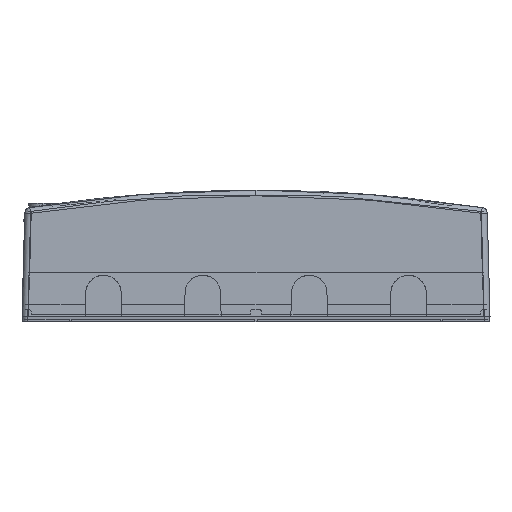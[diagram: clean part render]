
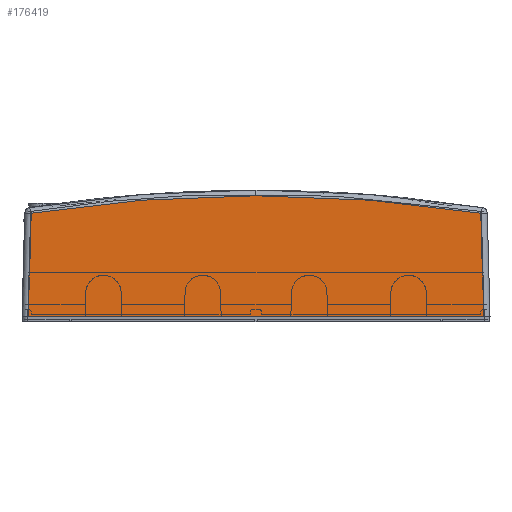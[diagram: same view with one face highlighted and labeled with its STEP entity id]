
A CAD part, front view. The second image highlights one B-rep face of the part: STEP entity #176419.
In plain terms, the highlighted face is planar.
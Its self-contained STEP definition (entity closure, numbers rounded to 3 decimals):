
#163797=DIRECTION('',(1.,0.,0.));
#163798=VECTOR('',#163797,385.803);
#163799=CARTESIAN_POINT('',(-192.902,0.,-327.3));
#163800=LINE('',#163799,#163798);
#163804=DIRECTION('',(-0.026,0.999,0.026));
#163805=VECTOR('',#163804,87.453);
#163806=CARTESIAN_POINT('',(192.902,0.,-327.3));
#163807=LINE('',#163806,#163805);
#163811=CARTESIAN_POINT('',(190.613,87.393,
-325.01));
#163812=CARTESIAN_POINT('',(169.586,90.686,
-324.925));
#163813=CARTESIAN_POINT('',(127.429,96.175,
-324.782));
#163814=CARTESIAN_POINT('',(63.783,101.13,
-324.65));
#163815=CARTESIAN_POINT('',(21.284,102.231,
-324.627));
#163816=CARTESIAN_POINT('',(0.,102.231,
-324.627));
#163821=CARTESIAN_POINT('',(0.,102.231,
-324.627));
#163822=CARTESIAN_POINT('',(-21.284,102.231,
-324.627));
#163823=CARTESIAN_POINT('',(-63.783,101.13,
-324.65));
#163824=CARTESIAN_POINT('',(-127.429,96.175,
-324.782));
#163825=CARTESIAN_POINT('',(-169.586,90.686,
-324.925));
#163826=CARTESIAN_POINT('',(-190.613,87.393,
-325.01));
#163831=DIRECTION('',(-0.026,-0.999,
-0.026));
#163832=VECTOR('',#163831,87.453);
#163833=CARTESIAN_POINT('',(-190.613,87.393,
-325.01));
#163834=LINE('',#163833,#163832);
#174407=CARTESIAN_POINT('',(-190.613,87.393,
-325.01));
#174408=CARTESIAN_POINT('',(-192.902,0.,-327.3));
#174409=VERTEX_POINT('',#174407);
#174410=VERTEX_POINT('',#174408);
#174411=CARTESIAN_POINT('',(192.902,0.,-327.3));
#174412=VERTEX_POINT('',#174411);
#174413=CARTESIAN_POINT('',(190.613,87.393,
-325.01));
#174414=VERTEX_POINT('',#174413);
#174415=VERTEX_POINT('',#163816);
#176403=CARTESIAN_POINT('',(0.,0.,-327.3));
#176404=DIRECTION('',(0.,0.026,-1.));
#176405=DIRECTION('',(-1.,0.,0.));
#176406=AXIS2_PLACEMENT_3D('',#176403,#176404,#176405);
#176407=PLANE('',#176406);
#176409=ORIENTED_EDGE('',*,*,#176408,.T.);
#176411=ORIENTED_EDGE('',*,*,#176410,.T.);
#176413=ORIENTED_EDGE('',*,*,#176412,.T.);
#176415=ORIENTED_EDGE('',*,*,#176414,.T.);
#176416=ORIENTED_EDGE('',*,*,#176386,.T.);
#176417=EDGE_LOOP('',(#176409,#176411,#176413,#176415,#176416));
#176418=FACE_OUTER_BOUND('',#176417,.F.);
#163817=B_SPLINE_CURVE_WITH_KNOTS('',3,(#163811,#163812,#163813,#163814,#163815,
#163816),.UNSPECIFIED.,.F.,.F.,(4,1,1,4),(0.,0.333,
0.667,1.),.UNSPECIFIED.);
#163827=B_SPLINE_CURVE_WITH_KNOTS('',3,(#163821,#163822,#163823,#163824,#163825,
#163826),.UNSPECIFIED.,.F.,.F.,(4,1,1,4),(0.,0.333,
0.667,1.),.UNSPECIFIED.);
#176386=EDGE_CURVE('',#174409,#174410,#163834,.T.);
#176408=EDGE_CURVE('',#174410,#174412,#163800,.T.);
#176410=EDGE_CURVE('',#174412,#174414,#163807,.T.);
#176412=EDGE_CURVE('',#174414,#174415,#163817,.T.);
#176414=EDGE_CURVE('',#174415,#174409,#163827,.T.);
#176419=ADVANCED_FACE('',(#176418),#176407,.T.);
